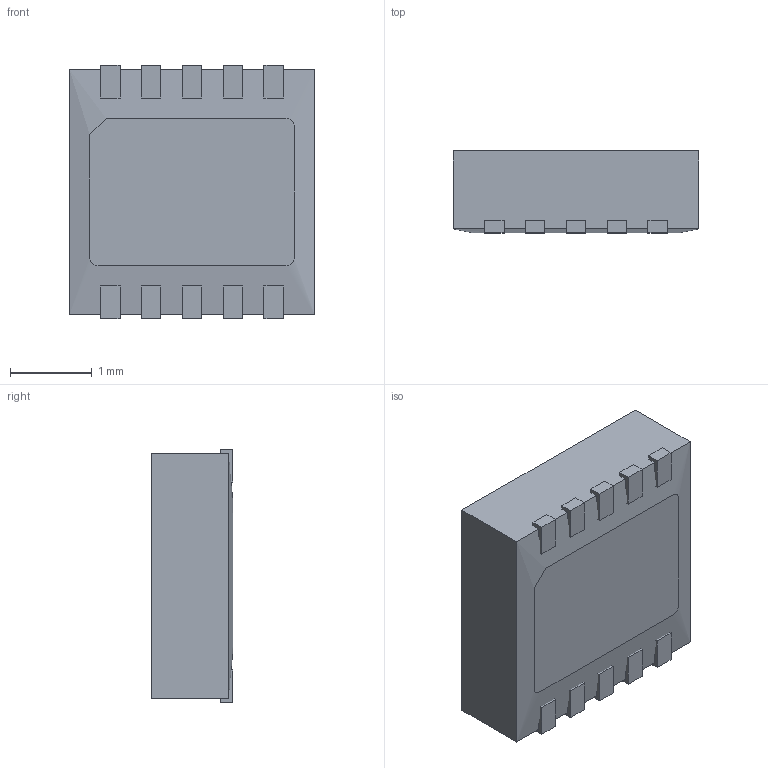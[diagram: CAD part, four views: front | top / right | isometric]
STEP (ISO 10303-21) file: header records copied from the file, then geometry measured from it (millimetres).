
FILE_DESCRIPTION (( 'STEP AP214' ), '1' );
FILE_NAME ( 'DFN10_3x3_11P50_300X300X100L40X24T250X180N.STEP', '2020-07-17T00:17:27', ( '' ), ( '' ), 'Part was generated with the free Library Expert Lite available at www.PCBLibraries.com. Removing line will violate the End User License Agreement.', '©2017 PCB Libraries, Inc.', '' );
FILE_SCHEMA (( 'AUTOMOTIVE_DESIGN' ));
Length unit declared in the file: millimetre
Products named in the file (1): DFN10_3x3_11P50_300X300X100L40X24T250X180N
Bounding box: 3 x 1 x 3.1 mm (x, y, z)
Volume: 8.7 mm3; surface area: 44.9 mm2
Topology: 12 solids, 12 shells, 108 faces, 246 edges, 164 vertices
Faces by surface type: plane 100, cylinder 6, torus 2
Entity records: 3419 total; most frequent: CARTESIAN_POINT 519, ORIENTED_EDGE 492, DIRECTION 482, EDGE_CURVE 246, VECTOR 228, LINE 228, VERTEX_POINT 164, AXIS2_PLACEMENT_3D 127
